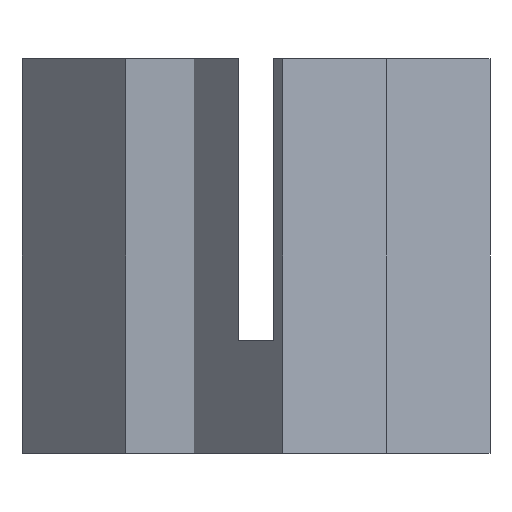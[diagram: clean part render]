
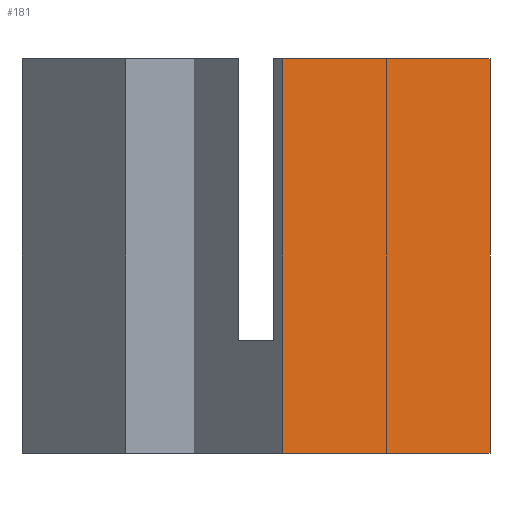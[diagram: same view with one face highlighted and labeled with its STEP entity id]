
A CAD part, left-side view. The second image highlights one B-rep face of the part: STEP entity #181.
In plain terms, the highlighted planar face has unit normal (-0.734, -0.679, 0).
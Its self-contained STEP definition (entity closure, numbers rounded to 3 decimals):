
#181=ADVANCED_FACE('',(#353),#355,.T.);
#353=FACE_BOUND('',#354,.T.);
#354=EDGE_LOOP('',(#488,#489,#490,#491));
#355=PLANE('',#356);
#356=AXIS2_PLACEMENT_3D('',#357,#358,#359);
#357=CARTESIAN_POINT('',(-19.222,0.72,-19.));
#358=DIRECTION('',(-0.734,-0.679,0.));
#359=DIRECTION('',(0.679,-0.734,0.));
#488=ORIENTED_EDGE('',*,*,#567,.T.);
#489=ORIENTED_EDGE('',*,*,#565,.F.);
#490=ORIENTED_EDGE('',*,*,#568,.F.);
#491=ORIENTED_EDGE('',*,*,#569,.F.);
#565=EDGE_CURVE('',#640,#642,#643,.T.);
#567=EDGE_CURVE('',#645,#642,#646,.T.);
#568=EDGE_CURVE('',#647,#640,#648,.T.);
#569=EDGE_CURVE('',#645,#647,#649,.T.);
#640=VERTEX_POINT('',#792);
#642=VERTEX_POINT('',#796);
#643=LINE('',#797,#798);
#645=VERTEX_POINT('',#803);
#646=LINE('',#804,#805);
#647=VERTEX_POINT('',#807);
#648=LINE('',#808,#809);
#649=LINE('',#811,#812);
#792=CARTESIAN_POINT('',(-16.79,-1.909,10.));
#796=CARTESIAN_POINT('',(-3.21,-16.591,10.));
#797=CARTESIAN_POINT('',(-16.79,-1.909,10.));
#798=VECTOR('',#799,1.);
#799=DIRECTION('',(0.679,-0.734,0.));
#803=CARTESIAN_POINT('',(-3.21,-16.591,-18.));
#804=CARTESIAN_POINT('',(-3.21,-16.591,-18.));
#805=VECTOR('',#806,1.);
#806=DIRECTION('',(0.,0.,1.));
#807=CARTESIAN_POINT('',(-16.79,-1.909,-18.));
#808=CARTESIAN_POINT('',(-16.79,-1.909,-18.));
#809=VECTOR('',#810,1.);
#810=DIRECTION('',(0.,0.,1.));
#811=CARTESIAN_POINT('',(-3.21,-16.591,-18.));
#812=VECTOR('',#813,1.);
#813=DIRECTION('',(-0.679,0.734,0.));
